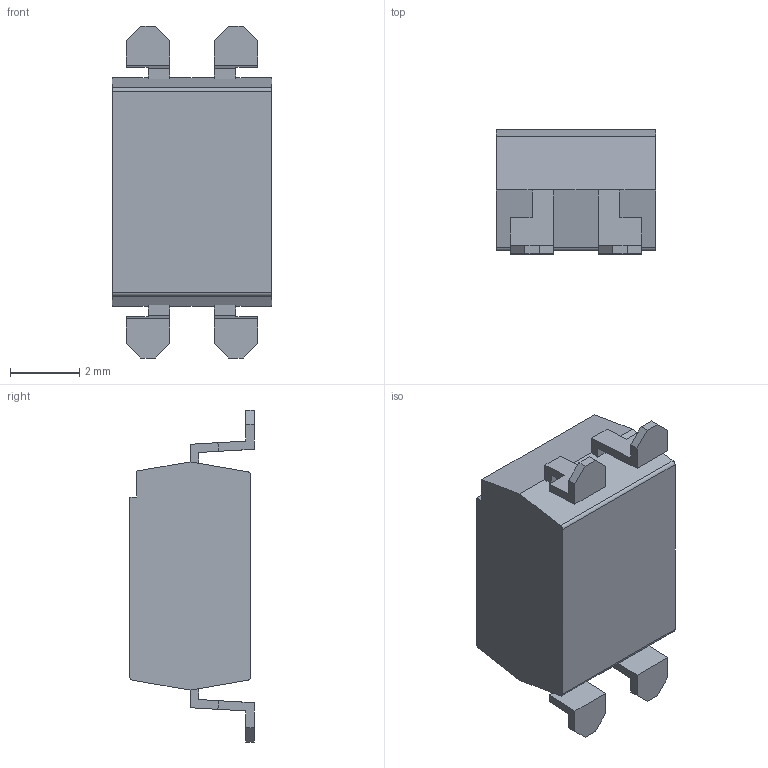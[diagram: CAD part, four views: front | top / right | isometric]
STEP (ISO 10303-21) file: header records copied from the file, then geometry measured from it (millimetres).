
FILE_DESCRIPTION (( 'STEP AP214' ), '1' );
FILE_NAME ('DIP4 Gullwing.STEP', '2020-12-04T17:38:50', ( '' ), ( '' ), 'SwSTEP 2.0', 'SolidWorks 2020', '' );
FILE_SCHEMA (( 'AUTOMOTIVE_DESIGN' ));
Length unit declared in the file: millimetre
Products named in the file (1): DIP4 Gullwing
Bounding box: 4.6 x 3.6 x 9.6 mm (x, y, z)
Volume: 103.6 mm3; surface area: 161.9 mm2
Topology: 1 solids, 1 shells, 68 faces, 187 edges, 122 vertices
Faces by surface type: plane 63, cylinder 5
Entity records: 2294 total; most frequent: CARTESIAN_POINT 378, ORIENTED_EDGE 374, DIRECTION 335, EDGE_CURVE 187, LINE 177, VECTOR 177, VERTEX_POINT 122, AXIS2_PLACEMENT_3D 79
